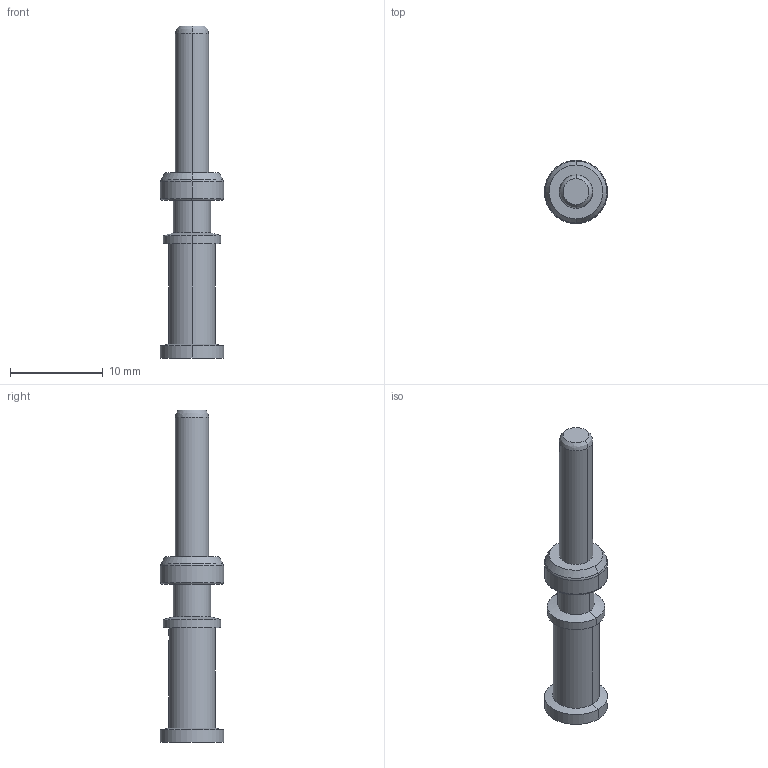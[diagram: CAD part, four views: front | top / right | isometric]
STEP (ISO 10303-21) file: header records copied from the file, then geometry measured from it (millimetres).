
FILE_DESCRIPTION((''),'2;1');
FILE_NAME('SM-36KP003_1605745','2013-10-23T',('vbengel'),(''),'PRO/ENGINEER BY PARAMETRIC TECHNOLOGY CORPORATION, 2012480','PRO/ENGINEER BY PARAMETRIC TECHNOLOGY CORPORATION, 2012480','');
FILE_SCHEMA(('AUTOMOTIVE_DESIGN { 1 0 10303 214 1 1 1 1 }'));
Length unit declared in the file: millimetre
Products named in the file (1): SM-36KP003_1605745
Bounding box: 6.8 x 6.8 x 35.8 mm (x, y, z)
Volume: 483.1 mm3; surface area: 759.9 mm2
Topology: 1 solids, 1 shells, 39 faces, 82 edges, 45 vertices
Faces by surface type: cylinder 16, cone 10, torus 6, plane 5, bspline 2
Entity records: 1243 total; most frequent: CARTESIAN_POINT 244, DIRECTION 198, ORIENTED_EDGE 160, AXIS2_PLACEMENT_3D 85, EDGE_CURVE 80, CIRCLE 48, VERTEX_POINT 45, EDGE_LOOP 43
